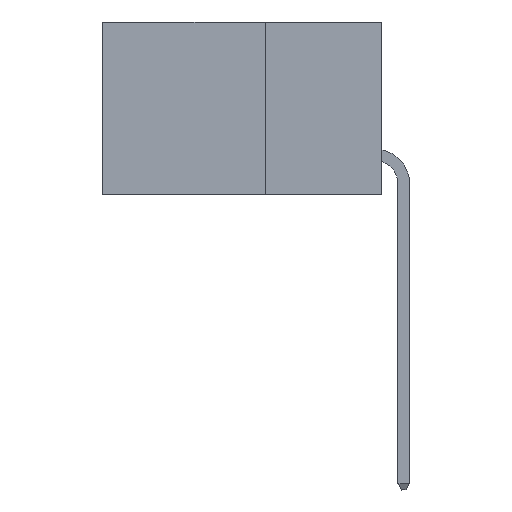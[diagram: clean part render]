
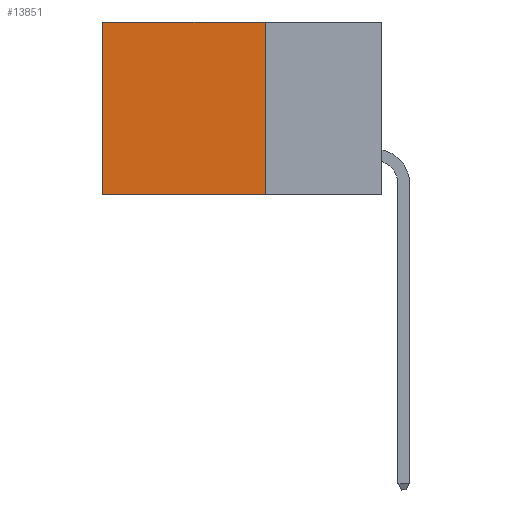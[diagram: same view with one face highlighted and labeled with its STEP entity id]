
A CAD part, left-side view. The second image highlights one B-rep face of the part: STEP entity #13851.
In plain terms, the highlighted planar face has unit normal (-1, 0, 0).
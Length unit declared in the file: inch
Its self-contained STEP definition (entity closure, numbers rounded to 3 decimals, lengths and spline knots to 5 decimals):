
#17 = VERTEX_POINT ( 'NONE', #4379 ) ;
#657 = VECTOR ( 'NONE', #15878, 39.37008 ) ;
#1081 = VECTOR ( 'NONE', #11889, 39.37008 ) ;
#1206 = EDGE_LOOP ( 'NONE', ( #20191, #5099, #4829, #4390 ) ) ;
#2294 = VERTEX_POINT ( 'NONE', #16675 ) ;
#3621 = CARTESIAN_POINT ( 'NONE',  ( 0.2875, 0.6, 0. ) ) ;
#4379 = CARTESIAN_POINT ( 'NONE',  ( 0.2875, 0.25, -0.37 ) ) ;
#4390 = ORIENTED_EDGE ( 'NONE', *, *, #15872, .T. ) ;
#4829 = ORIENTED_EDGE ( 'NONE', *, *, #6691, .F. ) ;
#4922 = CARTESIAN_POINT ( 'NONE',  ( 0.2875, 0.25, -0.37 ) ) ;
#5099 = ORIENTED_EDGE ( 'NONE', *, *, #15777, .F. ) ;
#5214 = PLANE ( 'NONE',  #19634 ) ;
#6645 = CARTESIAN_POINT ( 'NONE',  ( 0.2875, 0.25, 0. ) ) ;
#6691 = EDGE_CURVE ( 'NONE', #2294, #17, #8938, .T. ) ;
#6757 = LINE ( 'NONE', #4922, #16238 ) ;
#8938 = LINE ( 'NONE', #9668, #22245 ) ;
#9668 = CARTESIAN_POINT ( 'NONE',  ( 0.2875, 0.25, 0. ) ) ;
#9722 = VERTEX_POINT ( 'NONE', #14708 ) ;
#10101 = LINE ( 'NONE', #3621, #657 ) ;
#11291 = EDGE_CURVE ( 'NONE', #9722, #17234, #10101, .T. ) ;
#11417 = DIRECTION ( 'NONE',  ( 0., 0., -1. ) ) ;
#11834 = CARTESIAN_POINT ( 'NONE',  ( 0.2875, 0.6, -0.37 ) ) ;
#11889 = DIRECTION ( 'NONE',  ( 0., 1., 0. ) ) ;
#11995 = FACE_OUTER_BOUND ( 'NONE', #1206, .T. ) ;
#12042 = CARTESIAN_POINT ( 'NONE',  ( 0.2875, 0.25, 0. ) ) ;
#13851 = ADVANCED_FACE ( 'NONE', ( #11995 ), #5214, .F. ) ;
#14708 = CARTESIAN_POINT ( 'NONE',  ( 0.2875, 0.6, 0. ) ) ;
#15288 = DIRECTION ( 'NONE',  ( 0., 0., -1. ) ) ;
#15570 = DIRECTION ( 'NONE',  ( 1., 0., 0. ) ) ;
#15777 = EDGE_CURVE ( 'NONE', #17, #17234, #6757, .T. ) ;
#15872 = EDGE_CURVE ( 'NONE', #2294, #9722, #18926, .T. ) ;
#15878 = DIRECTION ( 'NONE',  ( 0., 0., -1. ) ) ;
#16238 = VECTOR ( 'NONE', #20493, 39.37008 ) ;
#16675 = CARTESIAN_POINT ( 'NONE',  ( 0.2875, 0.25, 0. ) ) ;
#17234 = VERTEX_POINT ( 'NONE', #11834 ) ;
#18926 = LINE ( 'NONE', #6645, #1081 ) ;
#19634 = AXIS2_PLACEMENT_3D ( 'NONE', #12042, #15570, #15288 ) ;
#20191 = ORIENTED_EDGE ( 'NONE', *, *, #11291, .T. ) ;
#20493 = DIRECTION ( 'NONE',  ( 0., 1., 0. ) ) ;
#22245 = VECTOR ( 'NONE', #11417, 39.37008 ) ;
